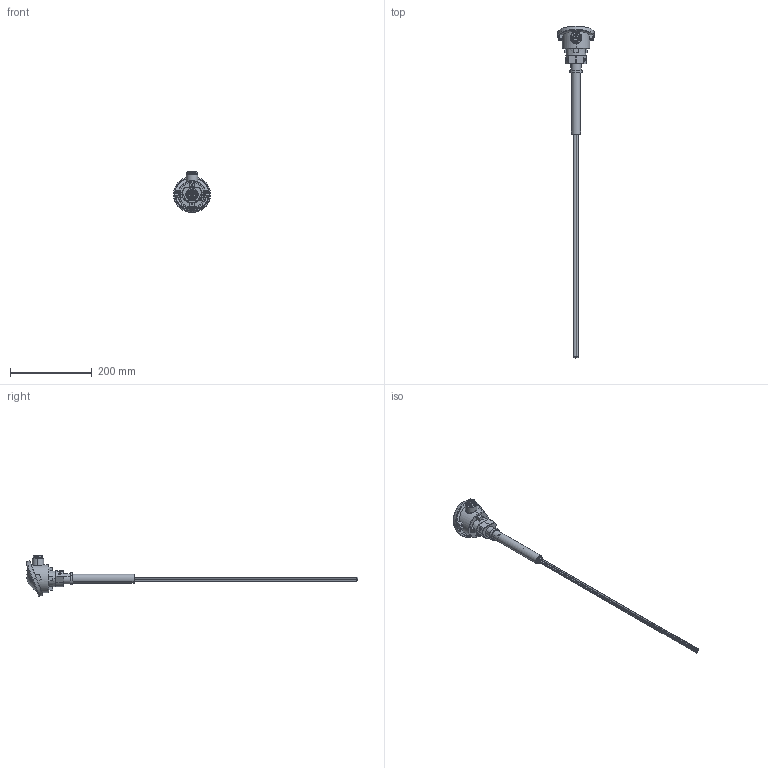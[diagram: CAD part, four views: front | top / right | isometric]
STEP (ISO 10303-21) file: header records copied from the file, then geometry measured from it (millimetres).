
FILE_DESCRIPTION (( 'STEP AP214' ), '1' );
FILE_NAME ('13-0503-SR22.STEP', '2018-09-02T11:10:22', ( '' ), ( '' ), 'SwSTEP 2.0', 'SolidWorks 2018', '' );
FILE_SCHEMA (( 'AUTOMOTIVE_DESIGN' ));
Length unit declared in the file: millimetre
Products named in the file (32): 13-0503-SR22; 22-2003-1101-05; 22-0503-1102-02; Keramikrorh_740_NL700; Kapillar_700; 22-2003-0102-01; 22-2003-1103-02; DIN 84 M3 x 30 A4  3fach; DIN 84 M3 x 30 A4; 22-0503-1053-01; 22-0503-1014-01; 26-2000-m(; Anschlusskopf_Form_A_Kopf; Kopfeinsatz_Deckel; Schraube_M5_Kopf; Scheibe_M5_Kopf; Kopfeinsatz_Dichtring_Deckel; Deckel^Anschlusskopf_Form_A; Kopfeinsatz_QUteschring; Kopfeinsatz_Mutter; Kopfeinsatz_Gummi; Kabelverschraubung^Anschlusskopf_Form_A; socket set screw cup point_din_DIN 916 - M6 x 8-C; Anschlusskopf_Form_A; Luesterklemme; Einschub; Schraube_M3; Luesterklemme_BG; 22-0000-1018-01; slotted pan head screw_din_ISO 1580 - M4 x 6 --- 6C; slotted cheese head screw_din_ISO 1207 - M4 x 16 --- 16N; Montageplatte_3fach
Assembly tree (46 placements, depth 4):
  13-0503-SR22
    22-2003-1101-05
    22-0503-1102-02
    Keramikrorh_740_NL700  x3
    Kapillar_700  x2
    22-2003-0102-01
    22-2003-1103-02
    DIN 84 M3 x 30 A4  3fach  x2
    DIN 84 M3 x 30 A4
    26-2000-m(
      22-0503-1053-01
      22-0503-1014-01
    Anschlusskopf_Form_A
      Anschlusskopf_Form_A_Kopf
      Deckel^Anschlusskopf_Form_A
        Kopfeinsatz_Deckel
        Schraube_M5_Kopf  x2
        Scheibe_M5_Kopf  x2
        Kopfeinsatz_Dichtring_Deckel
      Kabelverschraubung^Anschlusskopf_Form_A
        Kopfeinsatz_QUteschring
        Kopfeinsatz_Mutter
        Kopfeinsatz_Gummi
      socket set screw cup point_din_DIN 916 - M6 x 8-C  x2
    Montageplatte_3fach
      Luesterklemme_BG  x2
        Luesterklemme
        Einschub
        Schraube_M3
      22-0000-1018-01  x2
      slotted pan head screw_din_ISO 1580 - M4 x 6 --- 6C  x2
      slotted cheese head screw_din_ISO 1207 - M4 x 16 --- 16N  x2
Bounding box: 90 x 810.03 x 99.48 mm (x, y, z)
Volume: 231219.7 mm3; surface area: 196722.3 mm2
Topology: 46 solids, 46 shells, 1013 faces, 2421 edges, 1491 vertices
Faces by surface type: cylinder 443, plane 334, cone 94, bspline 56, torus 46, sphere 40
Entity records: 25398 total; most frequent: CARTESIAN_POINT 7442, DIRECTION 3522, ORIENTED_EDGE 3242, EDGE_CURVE 1621, AXIS2_PLACEMENT_3D 1444, VERTEX_POINT 1007, EDGE_LOOP 850, CIRCLE 741
